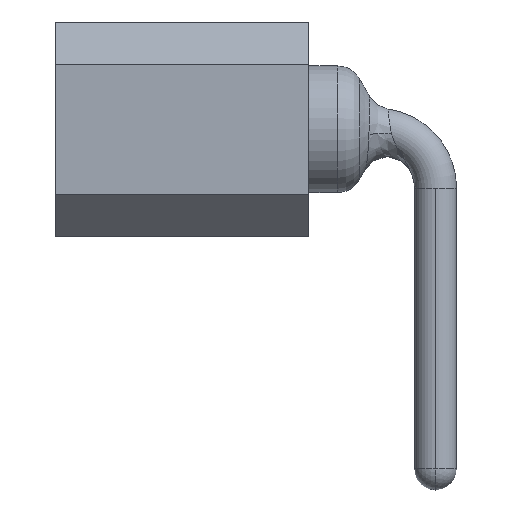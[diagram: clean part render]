
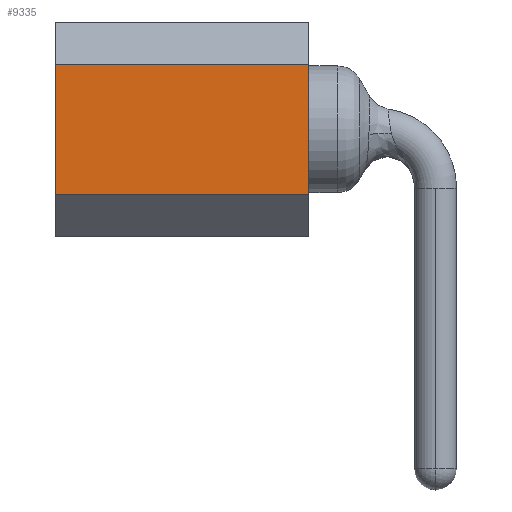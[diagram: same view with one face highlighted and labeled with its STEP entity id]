
A CAD part, left-side view. The second image highlights one B-rep face of the part: STEP entity #9335.
In plain terms, the highlighted planar face has unit normal (-1, 0, 0).
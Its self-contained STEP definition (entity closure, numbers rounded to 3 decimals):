
#7 = EDGE_CURVE ( 'NONE', #29689, #25693, #21687, .T. ) ;
#612 = VECTOR ( 'NONE', #25999, 1000. ) ;
#2315 = CARTESIAN_POINT ( 'NONE',  ( -8.89, 1.5, 2.04 ) ) ;
#2531 = CARTESIAN_POINT ( 'NONE',  ( -8.89, -1.5, 2.04 ) ) ;
#5283 = CARTESIAN_POINT ( 'NONE',  ( -8.89, 1.5, 0.5 ) ) ;
#6552 = VECTOR ( 'NONE', #21204, 1000. ) ;
#6700 = EDGE_CURVE ( 'NONE', #16944, #29689, #16444, .T. ) ;
#7725 = ORIENTED_EDGE ( 'NONE', *, *, #6700, .T. ) ;
#9335 = ADVANCED_FACE ( 'NONE', ( #21404 ), #23849, .F. ) ;
#9479 = DIRECTION ( 'NONE',  ( 0., 0., -1. ) ) ;
#9663 = CARTESIAN_POINT ( 'NONE',  ( -8.89, -1.5, 0.5 ) ) ;
#9998 = VECTOR ( 'NONE', #25106, 1000. ) ;
#11106 = EDGE_CURVE ( 'NONE', #16944, #25553, #28481, .T. ) ;
#16444 = LINE ( 'NONE', #2531, #6552 ) ;
#16944 = VERTEX_POINT ( 'NONE', #20217 ) ;
#18423 = EDGE_CURVE ( 'NONE', #25693, #25553, #18501, .T. ) ;
#18501 = LINE ( 'NONE', #25713, #9998 ) ;
#19111 = VECTOR ( 'NONE', #9479, 1000. ) ;
#20217 = CARTESIAN_POINT ( 'NONE',  ( -8.89, -1.5, 2.04 ) ) ;
#21204 = DIRECTION ( 'NONE',  ( 0., 1., 0. ) ) ;
#21359 = CARTESIAN_POINT ( 'NONE',  ( -8.89, -1.5, 2.54 ) ) ;
#21404 = FACE_OUTER_BOUND ( 'NONE', #23274, .T. ) ;
#21687 = LINE ( 'NONE', #21832, #612 ) ;
#21832 = CARTESIAN_POINT ( 'NONE',  ( -8.89, 1.5, 2.54 ) ) ;
#23274 = EDGE_LOOP ( 'NONE', ( #29328, #7725, #26138, #30214 ) ) ;
#23548 = DIRECTION ( 'NONE',  ( 0., 0., -1. ) ) ;
#23849 = PLANE ( 'NONE',  #25453 ) ;
#25106 = DIRECTION ( 'NONE',  ( 0., -1., 0. ) ) ;
#25453 = AXIS2_PLACEMENT_3D ( 'NONE', #28364, #28203, #23548 ) ;
#25553 = VERTEX_POINT ( 'NONE', #9663 ) ;
#25693 = VERTEX_POINT ( 'NONE', #5283 ) ;
#25713 = CARTESIAN_POINT ( 'NONE',  ( -8.89, -1.5, 0.5 ) ) ;
#25999 = DIRECTION ( 'NONE',  ( 0., 0., -1. ) ) ;
#26138 = ORIENTED_EDGE ( 'NONE', *, *, #7, .T. ) ;
#28203 = DIRECTION ( 'NONE',  ( 1., 0., 0. ) ) ;
#28364 = CARTESIAN_POINT ( 'NONE',  ( -8.89, -1.5, 2.54 ) ) ;
#28481 = LINE ( 'NONE', #21359, #19111 ) ;
#29328 = ORIENTED_EDGE ( 'NONE', *, *, #11106, .F. ) ;
#29689 = VERTEX_POINT ( 'NONE', #2315 ) ;
#30214 = ORIENTED_EDGE ( 'NONE', *, *, #18423, .T. ) ;
